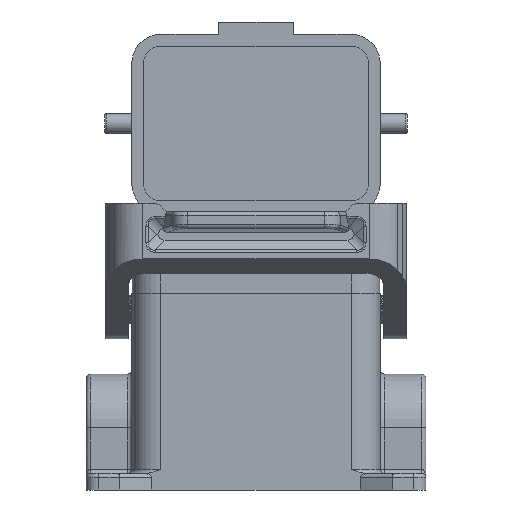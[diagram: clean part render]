
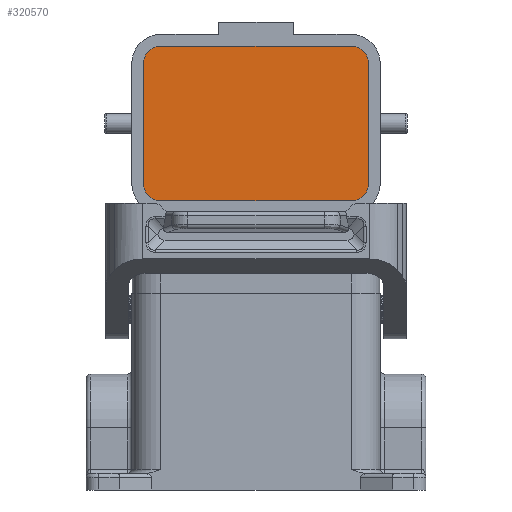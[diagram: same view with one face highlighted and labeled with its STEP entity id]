
A CAD part, front view. The second image highlights one B-rep face of the part: STEP entity #320570.
In plain terms, the highlighted face is planar.
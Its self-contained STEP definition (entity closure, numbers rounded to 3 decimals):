
#319390=CARTESIAN_POINT('',(-45.1,-10.45,
103.));
#319400=VERTEX_POINT('',#319390);
#319430=CARTESIAN_POINT('',(-45.1,-10.45,
118.644));
#319440=DIRECTION('',(0.,0.,1.));
#319450=VECTOR('',#319440,1.);
#319460=LINE('',#319430,#319450);
#319470=CARTESIAN_POINT('',(-45.1,-10.45,
74.));
#319480=VERTEX_POINT('',#319470);
#319490=EDGE_CURVE('',#319480,#319400,#319460,.T.);
#319720=CARTESIAN_POINT('',(-45.1,-6.25,
74.));
#319730=DIRECTION('',(-1.,0.,0.));
#319740=DIRECTION('',(0.,-1.,0.));
#319750=AXIS2_PLACEMENT_3D('',#319720,#319730,#319740);
#319760=CIRCLE('',#319750,4.2);
#319770=CARTESIAN_POINT('',(-45.1,-6.25,
69.8));
#319780=VERTEX_POINT('',#319770);
#319790=EDGE_CURVE('',#319780,#319480,#319760,.T.);
#319990=CARTESIAN_POINT('',(-45.1,17.961,
105.161));
#320000=DIRECTION('',(1.,0.,0.));
#320010=DIRECTION('',(0.,0.,1.));
#320020=AXIS2_PLACEMENT_3D('',#319990,#320000,#320010);
#320030=PLANE('',#320020);
#320040=ORIENTED_EDGE('',*,*,#319790,.F.);
#320050=ORIENTED_EDGE('',*,*,#319490,.F.);
#320060=CARTESIAN_POINT('',(-45.1,-6.25,
103.));
#320070=DIRECTION('',(-1.,0.,0.));
#320080=DIRECTION('',(0.,-1.,0.));
#320090=AXIS2_PLACEMENT_3D('',#320060,#320070,#320080);
#320100=CIRCLE('',#320090,4.2);
#320110=CARTESIAN_POINT('',(-45.1,-6.25,
107.2));
#320120=VERTEX_POINT('',#320110);
#320130=EDGE_CURVE('',#319400,#320120,#320100,.T.);
#320140=ORIENTED_EDGE('',*,*,#320130,.F.);
#320150=CARTESIAN_POINT('',(-45.1,83.385,
107.2));
#320160=DIRECTION('',(0.,-1.,0.));
#320170=VECTOR('',#320160,1.);
#320180=LINE('',#320150,#320170);
#320190=CARTESIAN_POINT('',(-45.1,39.75,
107.2));
#320200=VERTEX_POINT('',#320190);
#320210=EDGE_CURVE('',#320200,#320120,#320180,.T.);
#320220=ORIENTED_EDGE('',*,*,#320210,.T.);
#320230=CARTESIAN_POINT('',(-45.1,39.75,
103.));
#320240=DIRECTION('',(-1.,0.,0.));
#320250=DIRECTION('',(0.,-1.,0.));
#320260=AXIS2_PLACEMENT_3D('',#320230,#320240,#320250);
#320270=CIRCLE('',#320260,4.2);
#320280=CARTESIAN_POINT('',(-45.1,43.95,
103.));
#320290=VERTEX_POINT('',#320280);
#320300=EDGE_CURVE('',#320200,#320290,#320270,.T.);
#320310=ORIENTED_EDGE('',*,*,#320300,.F.);
#320320=CARTESIAN_POINT('',(-45.1,43.95,118.644
));
#320330=DIRECTION('',(0.,0.,1.));
#320340=VECTOR('',#320330,1.);
#320350=LINE('',#320320,#320340);
#320360=CARTESIAN_POINT('',(-45.1,43.95,
74.));
#320370=VERTEX_POINT('',#320360);
#320380=EDGE_CURVE('',#320370,#320290,#320350,.T.);
#320390=ORIENTED_EDGE('',*,*,#320380,.T.);
#320400=CARTESIAN_POINT('',(-45.1,39.75,
74.));
#320410=DIRECTION('',(-1.,0.,0.));
#320420=DIRECTION('',(0.,-1.,0.));
#320430=AXIS2_PLACEMENT_3D('',#320400,#320410,#320420);
#320440=CIRCLE('',#320430,4.2);
#320450=CARTESIAN_POINT('',(-45.1,39.75,
69.8));
#320460=VERTEX_POINT('',#320450);
#320470=EDGE_CURVE('',#320370,#320460,#320440,.T.);
#320480=ORIENTED_EDGE('',*,*,#320470,.F.);
#320490=CARTESIAN_POINT('',(-45.1,83.385,
69.8));
#320500=DIRECTION('',(0.,1.,0.));
#320510=VECTOR('',#320500,1.);
#320520=LINE('',#320490,#320510);
#320530=EDGE_CURVE('',#319780,#320460,#320520,.T.);
#320540=ORIENTED_EDGE('',*,*,#320530,.T.);
#320550=EDGE_LOOP('',(#320540,#320480,#320390,#320310,#320220,#320140,
#320050,#320040));
#320560=FACE_OUTER_BOUND('',#320550,.T.);
#320570=ADVANCED_FACE('',(#320560),#320030,.T.);
